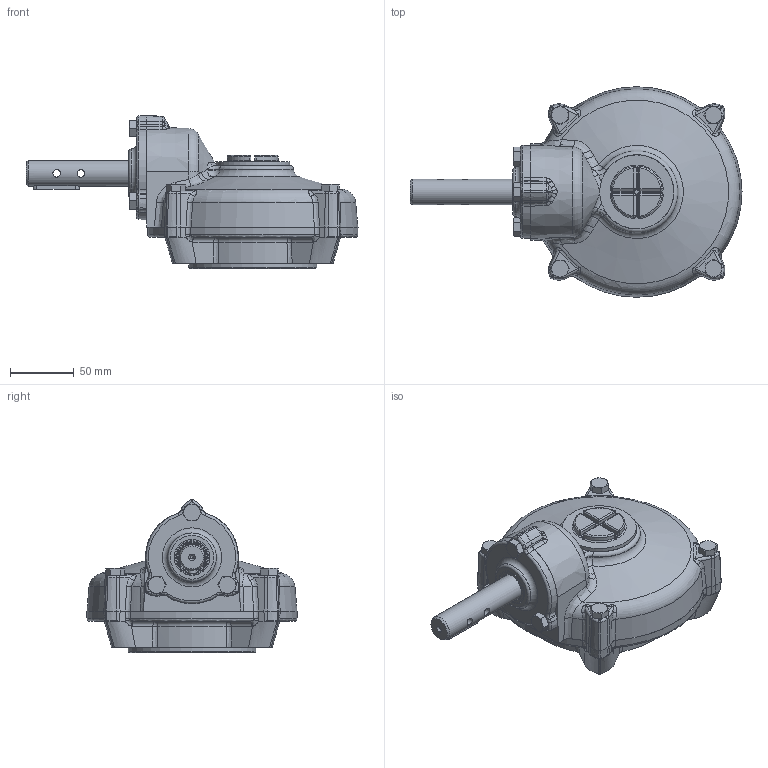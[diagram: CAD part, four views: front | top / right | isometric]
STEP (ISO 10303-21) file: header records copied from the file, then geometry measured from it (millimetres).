
FILE_DESCRIPTION(/* description */ ('Unknown'),/* implementation_level */ '2;1');
FILE_NAME(/* name */ 'PUB-HOB3-F14_FA14',/* time_stamp */ '2016-11-30T12:12:12+00:00',/* author */ ('Unknown'),/* organization */ ('Unknown'),/* preprocessor_version */ 'ST-DEVELOPER v16',/* originating_system */ 'DEX',/* authorisation */ $);
FILE_SCHEMA (('AUTOMOTIVE_DESIGN {1 0 10303 214 3 1 1}'));
Length unit declared in the file: millimetre
Products named in the file (1): PUB-HOB3-F14_FA14
Bounding box: 259.9 x 164.79 x 119.81 mm (x, y, z)
Volume: 912548.2 mm3; surface area: 260790.4 mm2
Topology: 17 solids, 18 shells, 948 faces, 2216 edges, 1301 vertices
Faces by surface type: plane 204, cylinder 191, bspline 188, cone 176, torus 139, sphere 50
Full cylindrical faces by diameter (mm): 2.5 x2, 6 x3, 6.647 x14, 8 x7, 9 x7, 13.835 x8, 20 x1, 21.533 x1, 23 x2, 27.667 x1, 28 x2, 44 x1, 49.835 x1, 52 x1, 54 x1, 55 x5, 58 x4, 60.6 x1, 69 x2, 73 x1, 76 x1, 80 x1, 100 x1, 104.35 x1, 110 x3, 151 x1, 155 x3
Entity records: 41763 total; most frequent: CARTESIAN_POINT 16812, ORIENTED_EDGE 3834, DIRECTION 3787, EDGE_CURVE 1917, AXIS2_PLACEMENT_3D 1694, VERTEX_POINT 1239, FACE_BOUND 1214, EDGE_LOOP 1199
